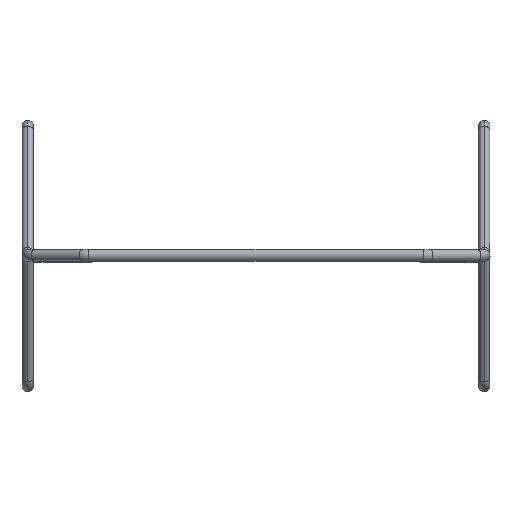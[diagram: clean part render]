
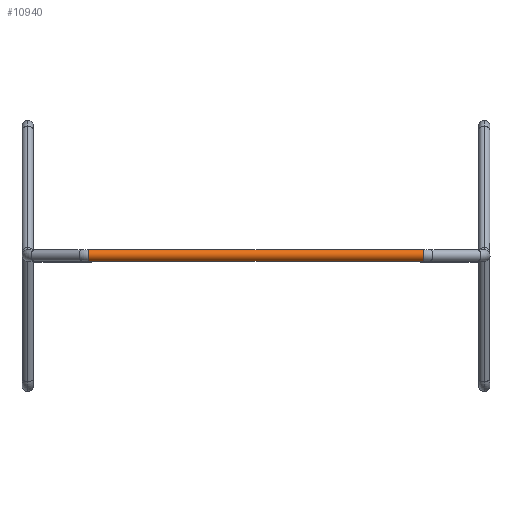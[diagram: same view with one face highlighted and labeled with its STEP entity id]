
A CAD part, top view. The second image highlights one B-rep face of the part: STEP entity #10940.
In plain terms, the highlighted cylindrical face has radius 0.45 mm (diameter 0.9 mm), a partial arc.
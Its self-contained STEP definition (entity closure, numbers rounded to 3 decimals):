
#5910=CARTESIAN_POINT('',(4.843,11.15,
48.85));
#5920=VERTEX_POINT('',#5910);
#6010=CARTESIAN_POINT('',(4.843,10.25,
48.85));
#6020=VERTEX_POINT('',#6010);
#6050=CARTESIAN_POINT('',(4.843,10.7,
48.85));
#6060=DIRECTION('',(-1.,0.,0.));
#6070=DIRECTION('',(0.,1.,0.));
#6080=AXIS2_PLACEMENT_3D('',#6050,#6060,#6070);
#6090=CIRCLE('',#6080,0.45);
#6200=CARTESIAN_POINT('',(31.257,10.25,
48.85));
#6210=DIRECTION('',(1.,-0.,0.));
#6220=VECTOR('',#6210,1.);
#6230=LINE('',#6200,#6220);
#6240=CARTESIAN_POINT('',(31.257,10.25,
48.85));
#6250=VERTEX_POINT('',#6240);
#6260=EDGE_CURVE('',#6020,#6250,#6230,.T.);
#6280=CARTESIAN_POINT('',(31.257,10.7,
48.85));
#6290=DIRECTION('',(-1.,0.,0.));
#6300=DIRECTION('',(0.,1.,0.));
#6310=AXIS2_PLACEMENT_3D('',#6280,#6290,#6300);
#6320=CIRCLE('',#6310,0.45);
#6330=CARTESIAN_POINT('',(31.257,11.15,
48.85));
#6340=VERTEX_POINT('',#6330);
#6370=CARTESIAN_POINT('',(31.257,11.15,
48.85));
#6380=DIRECTION('',(1.,-0.,0.));
#6390=VECTOR('',#6380,1.);
#6400=LINE('',#6370,#6390);
#6410=EDGE_CURVE('',#5920,#6340,#6400,.T.);
#10370=EDGE_CURVE('',#6250,#6340,#6320,.T.);
#10820=CARTESIAN_POINT('',(31.257,10.7,
48.85));
#10830=DIRECTION('',(1.,-0.,0.));
#10840=DIRECTION('',(0.,1.,0.));
#10850=AXIS2_PLACEMENT_3D('',#10820,#10830,#10840);
#10860=CYLINDRICAL_SURFACE('',#10850,0.45);
#10870=ORIENTED_EDGE('',*,*,#10370,.T.);
#10880=ORIENTED_EDGE('',*,*,#6260,.T.);
#10890=EDGE_CURVE('',#6020,#5920,#6090,.T.);
#10900=ORIENTED_EDGE('',*,*,#10890,.F.);
#10910=ORIENTED_EDGE('',*,*,#6410,.F.);
#10920=EDGE_LOOP('',(#10910,#10900,#10880,#10870));
#10930=FACE_OUTER_BOUND('',#10920,.T.);
#10940=ADVANCED_FACE('',(#10930),#10860,.T.);
